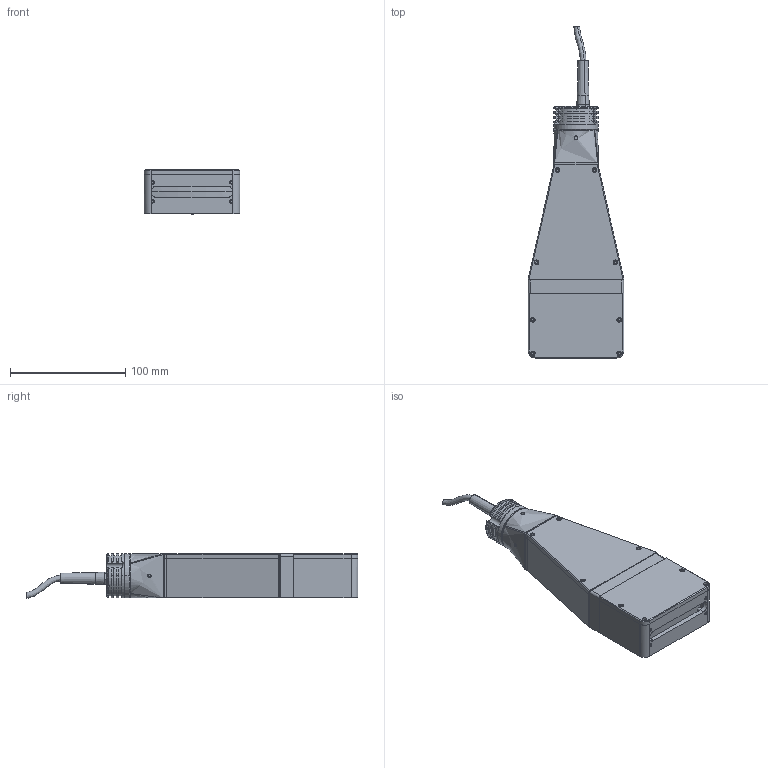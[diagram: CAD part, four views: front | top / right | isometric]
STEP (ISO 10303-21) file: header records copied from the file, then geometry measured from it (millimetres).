
FILE_DESCRIPTION (( 'STEP AP214' ), '1' );
FILE_NAME ('LTCL4K060.STEP', '2014-06-13T14:27:14', ( '' ), ( '' ), 'SwSTEP 2.0', 'SolidWorks 2013', '' );
FILE_SCHEMA (( 'AUTOMOTIVE_DESIGN' ));
Length unit declared in the file: millimetre
Products named in the file (1): LTCL4K060
Bounding box: 83 x 288.17 x 38.83 mm (x, y, z)
Surface area: 56930.2 mm2 (no closed solid volume)
Topology: 0 solids, 35 shells, 343 faces, 1075 edges, 760 vertices
Faces by surface type: plane 178, cylinder 117, cone 20, torus 18, bspline 8, sphere 2
Entity records: 16217 total; most frequent: CARTESIAN_POINT 2791, DIRECTION 2093, ORIENTED_EDGE 1722, EDGE_CURVE 1075, VERTEX_POINT 760, AXIS2_PLACEMENT_3D 712, LINE 669, VECTOR 669
